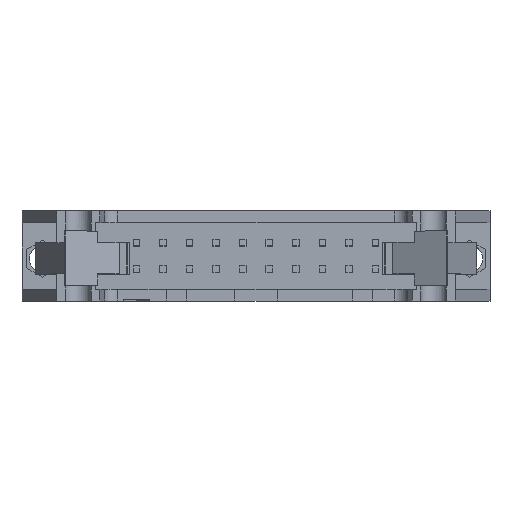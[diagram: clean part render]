
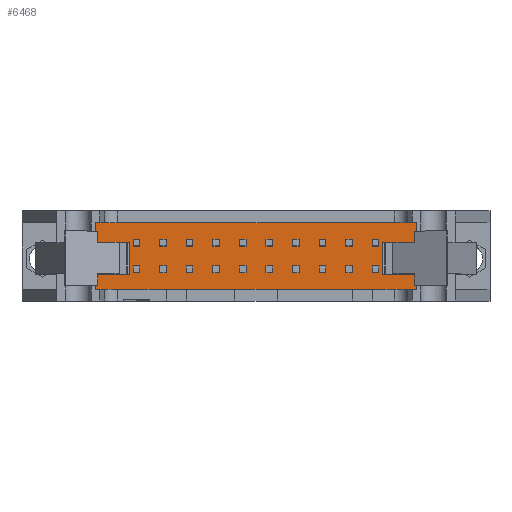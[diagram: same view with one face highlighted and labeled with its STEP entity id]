
A CAD part, top view. The second image highlights one B-rep face of the part: STEP entity #6468.
In plain terms, the highlighted planar face has unit normal (0, 0, 1).
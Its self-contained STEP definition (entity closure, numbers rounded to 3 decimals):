
#265=B_SPLINE_CURVE_WITH_KNOTS($,1,(#10201,#10202),.UNSPECIFIED.,.F.,.F.,
(2,2),(0.,1.),.UNSPECIFIED.);
#271=B_SPLINE_CURVE_WITH_KNOTS($,1,(#10224,#10225),.UNSPECIFIED.,.F.,.F.,
(2,2),(0.,1.),.UNSPECIFIED.);
#277=B_SPLINE_CURVE_WITH_KNOTS($,1,(#10241,#10242),.UNSPECIFIED.,.F.,.F.,
(2,2),(0.,1.),.UNSPECIFIED.);
#283=B_SPLINE_CURVE_WITH_KNOTS($,1,(#10284,#10285),.UNSPECIFIED.,.F.,.F.,
(2,2),(0.,1.),.UNSPECIFIED.);
#408=B_SPLINE_CURVE_WITH_KNOTS($,1,(#11288,#11289),.UNSPECIFIED.,.F.,.F.,
(2,2),(0.,1.),.UNSPECIFIED.);
#409=B_SPLINE_CURVE_WITH_KNOTS($,1,(#11291,#11292),.UNSPECIFIED.,.F.,.F.,
(2,2),(0.,1.),.UNSPECIFIED.);
#410=B_SPLINE_CURVE_WITH_KNOTS($,1,(#11294,#11295),.UNSPECIFIED.,.F.,.F.,
(2,2),(0.,1.),.UNSPECIFIED.);
#411=B_SPLINE_CURVE_WITH_KNOTS($,1,(#11298,#11299),.UNSPECIFIED.,.F.,.F.,
(2,2),(0.,1.),.UNSPECIFIED.);
#412=B_SPLINE_CURVE_WITH_KNOTS($,1,(#11301,#11302),.UNSPECIFIED.,.F.,.F.,
(2,2),(0.,1.),.UNSPECIFIED.);
#413=B_SPLINE_CURVE_WITH_KNOTS($,1,(#11304,#11305),.UNSPECIFIED.,.F.,.F.,
(2,2),(0.,1.),.UNSPECIFIED.);
#414=B_SPLINE_CURVE_WITH_KNOTS($,1,(#11307,#11308),.UNSPECIFIED.,.F.,.F.,
(2,2),(0.,1.),.UNSPECIFIED.);
#415=B_SPLINE_CURVE_WITH_KNOTS($,1,(#11310,#11311),.UNSPECIFIED.,.F.,.F.,
(2,2),(0.,1.),.UNSPECIFIED.);
#416=B_SPLINE_CURVE_WITH_KNOTS($,1,(#11313,#11314),.UNSPECIFIED.,.F.,.F.,
(2,2),(0.,1.),.UNSPECIFIED.);
#417=B_SPLINE_CURVE_WITH_KNOTS($,1,(#11315,#11316),.UNSPECIFIED.,.F.,.F.,
(2,2),(0.,1.),.UNSPECIFIED.);
#554=FACE_OUTER_BOUND($,#977,.T.);
#977=EDGE_LOOP($,(#4594,#4595,#4596,#4597,#4598,#4599,#4600,#4601,#4602,
#4603,#4604,#4605,#4606,#4607));
#2624=VERTEX_POINT($,#10191);
#2627=VERTEX_POINT($,#10198);
#2633=VERTEX_POINT($,#10223);
#2637=VERTEX_POINT($,#10238);
#2642=VERTEX_POINT($,#10282);
#2643=VERTEX_POINT($,#10283);
#2654=VERTEX_POINT($,#10357);
#2708=VERTEX_POINT($,#11285);
#2709=VERTEX_POINT($,#11297);
#2710=VERTEX_POINT($,#11300);
#2711=VERTEX_POINT($,#11303);
#2712=VERTEX_POINT($,#11306);
#2713=VERTEX_POINT($,#11309);
#2714=VERTEX_POINT($,#11312);
#3278=EDGE_CURVE($,#2624,#2627,#265,.F.);
#3284=EDGE_CURVE($,#2633,#2624,#271,.F.);
#3290=EDGE_CURVE($,#2627,#2637,#277,.F.);
#3296=EDGE_CURVE($,#2642,#2643,#283,.F.);
#3421=EDGE_CURVE($,#2643,#2708,#408,.F.);
#3422=EDGE_CURVE($,#2708,#2654,#409,.F.);
#3423=EDGE_CURVE($,#2633,#2654,#410,.T.);
#3424=EDGE_CURVE($,#2709,#2637,#411,.F.);
#3425=EDGE_CURVE($,#2710,#2709,#412,.F.);
#3426=EDGE_CURVE($,#2711,#2710,#413,.F.);
#3427=EDGE_CURVE($,#2712,#2711,#414,.F.);
#3428=EDGE_CURVE($,#2713,#2712,#415,.F.);
#3429=EDGE_CURVE($,#2714,#2713,#416,.F.);
#3430=EDGE_CURVE($,#2642,#2714,#417,.F.);
#4594=ORIENTED_EDGE($,*,*,#3290,.T.);
#4595=ORIENTED_EDGE($,*,*,#3424,.F.);
#4596=ORIENTED_EDGE($,*,*,#3425,.F.);
#4597=ORIENTED_EDGE($,*,*,#3426,.F.);
#4598=ORIENTED_EDGE($,*,*,#3427,.F.);
#4599=ORIENTED_EDGE($,*,*,#3428,.F.);
#4600=ORIENTED_EDGE($,*,*,#3429,.F.);
#4601=ORIENTED_EDGE($,*,*,#3430,.F.);
#4602=ORIENTED_EDGE($,*,*,#3296,.T.);
#4603=ORIENTED_EDGE($,*,*,#3421,.T.);
#4604=ORIENTED_EDGE($,*,*,#3422,.T.);
#4605=ORIENTED_EDGE($,*,*,#3423,.F.);
#4606=ORIENTED_EDGE($,*,*,#3284,.T.);
#4607=ORIENTED_EDGE($,*,*,#3278,.T.);
#6079=PLANE($,#6964);
#6468=ADVANCED_FACE($,(#554),#6079,.F.);
#6964=AXIS2_PLACEMENT_3D($,#11296,#7488,#7489);
#7488=DIRECTION('center_axis',(0.,0.,-1.));
#7489=DIRECTION('ref_axis',(-1.,0.,0.));
#10191=CARTESIAN_POINT('',(15.367,-3.175,7.62));
#10198=CARTESIAN_POINT('',(15.367,-1.727,7.62));
#10201=CARTESIAN_POINT('Ctrl Pts',(15.367,-1.727,7.62));
#10202=CARTESIAN_POINT('Ctrl Pts',(15.367,-3.175,7.62));
#10223=CARTESIAN_POINT('',(2.032,-3.175,7.62));
#10224=CARTESIAN_POINT('Ctrl Pts',(15.367,-3.175,7.62));
#10225=CARTESIAN_POINT('Ctrl Pts',(2.032,-3.175,7.62));
#10238=CARTESIAN_POINT('',(12.065,-1.727,7.62));
#10241=CARTESIAN_POINT('Ctrl Pts',(12.065,-1.727,7.62));
#10242=CARTESIAN_POINT('Ctrl Pts',(15.367,-1.727,7.62));
#10282=CARTESIAN_POINT('',(-12.065,-1.727,7.62));
#10283=CARTESIAN_POINT('',(-15.367,-1.727,7.62));
#10284=CARTESIAN_POINT('Ctrl Pts',(-15.367,-1.727,
7.62));
#10285=CARTESIAN_POINT('Ctrl Pts',(-12.065,-1.727,
7.62));
#10357=CARTESIAN_POINT('',(-2.032,-3.175,7.62));
#11285=CARTESIAN_POINT('',(-15.367,-3.175,7.62));
#11288=CARTESIAN_POINT('Ctrl Pts',(-15.367,-3.175,
7.62));
#11289=CARTESIAN_POINT('Ctrl Pts',(-15.367,-1.727,
7.62));
#11291=CARTESIAN_POINT('Ctrl Pts',(-2.032,-3.175,
7.62));
#11292=CARTESIAN_POINT('Ctrl Pts',(-15.367,-3.175,
7.62));
#11294=CARTESIAN_POINT('Ctrl Pts',(2.032,-3.175,7.62));
#11295=CARTESIAN_POINT('Ctrl Pts',(-2.032,-3.175,
7.62));
#11296=CARTESIAN_POINT('Origin',(15.982,-3.302,7.62));
#11297=CARTESIAN_POINT('',(12.065,1.27,7.62));
#11298=CARTESIAN_POINT('Ctrl Pts',(12.065,-1.727,7.62));
#11299=CARTESIAN_POINT('Ctrl Pts',(12.065,1.27,7.62));
#11300=CARTESIAN_POINT('',(15.367,1.27,7.62));
#11301=CARTESIAN_POINT('Ctrl Pts',(12.065,1.27,7.62));
#11302=CARTESIAN_POINT('Ctrl Pts',(15.367,1.27,7.62));
#11303=CARTESIAN_POINT('',(15.367,3.175,7.62));
#11304=CARTESIAN_POINT('Ctrl Pts',(15.367,1.27,7.62));
#11305=CARTESIAN_POINT('Ctrl Pts',(15.367,3.175,7.62));
#11306=CARTESIAN_POINT('',(-15.367,3.175,7.62));
#11307=CARTESIAN_POINT('Ctrl Pts',(15.367,3.175,7.62));
#11308=CARTESIAN_POINT('Ctrl Pts',(-15.367,3.175,7.62));
#11309=CARTESIAN_POINT('',(-15.367,1.27,7.62));
#11310=CARTESIAN_POINT('Ctrl Pts',(-15.367,3.175,7.62));
#11311=CARTESIAN_POINT('Ctrl Pts',(-15.367,1.27,7.62));
#11312=CARTESIAN_POINT('',(-12.065,1.27,7.62));
#11313=CARTESIAN_POINT('Ctrl Pts',(-15.367,1.27,7.62));
#11314=CARTESIAN_POINT('Ctrl Pts',(-12.065,1.27,7.62));
#11315=CARTESIAN_POINT('Ctrl Pts',(-12.065,1.27,7.62));
#11316=CARTESIAN_POINT('Ctrl Pts',(-12.065,-1.727,
7.62));
